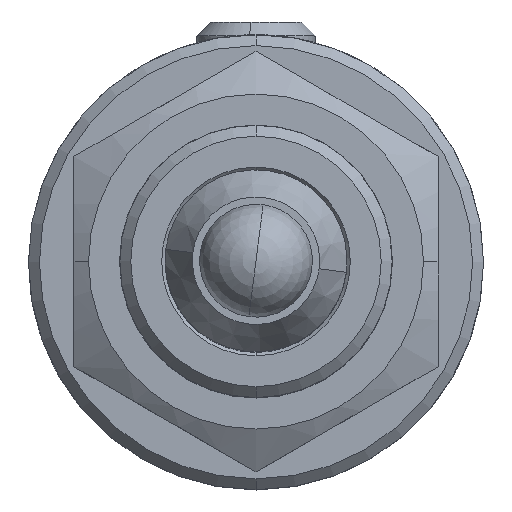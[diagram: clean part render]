
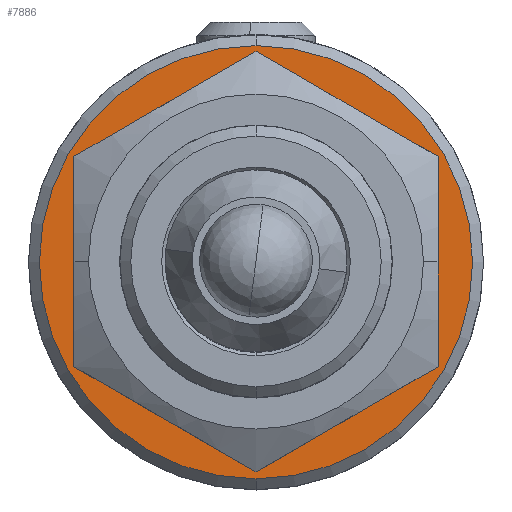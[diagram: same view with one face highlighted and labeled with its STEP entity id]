
A CAD part, top view. The second image highlights one B-rep face of the part: STEP entity #7886.
In plain terms, the highlighted planar face has unit normal (0, 0, 1).
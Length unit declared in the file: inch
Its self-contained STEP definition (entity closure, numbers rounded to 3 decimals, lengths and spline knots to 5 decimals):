
#3480=CARTESIAN_POINT('',(0.,0.,-1.25));
#3481=DIRECTION('',(0.,0.,1.));
#3482=DIRECTION('',(0.,1.,0.));
#3483=AXIS2_PLACEMENT_3D('',#3480,#3481,#3482);
#3488=CARTESIAN_POINT('',(0.,0.,-1.25));
#3489=DIRECTION('',(0.,0.,1.));
#3490=DIRECTION('',(0.,-1.,0.));
#3491=AXIS2_PLACEMENT_3D('',#3488,#3489,#3490);
#3496=CARTESIAN_POINT('',(0.,0.,-1.25));
#3497=DIRECTION('',(0.,0.,-1.));
#3498=DIRECTION('',(0.,1.,0.));
#3499=AXIS2_PLACEMENT_3D('',#3496,#3497,#3498);
#3504=CARTESIAN_POINT('',(0.,0.,-1.25));
#3505=DIRECTION('',(0.,0.,-1.));
#3506=DIRECTION('',(0.,-1.,0.));
#3507=AXIS2_PLACEMENT_3D('',#3504,#3505,#3506);
#5043=CARTESIAN_POINT('',(0.,0.2975,-1.25));
#5044=CARTESIAN_POINT('',(0.,-0.2975,-1.25));
#5045=VERTEX_POINT('',#5043);
#5046=VERTEX_POINT('',#5044);
#5047=CARTESIAN_POINT('',(0.,-0.187,-1.25));
#5048=CARTESIAN_POINT('',(0.,0.187,-1.25));
#5049=VERTEX_POINT('',#5047);
#5050=VERTEX_POINT('',#5048);
#7870=CARTESIAN_POINT('',(0.,0.187,-1.25));
#7871=DIRECTION('',(0.,0.,1.));
#7872=DIRECTION('',(0.,-1.,0.));
#7873=AXIS2_PLACEMENT_3D('',#7870,#7871,#7872);
#7874=PLANE('',#7873);
#7876=ORIENTED_EDGE('',*,*,#7875,.F.);
#7877=ORIENTED_EDGE('',*,*,#7860,.F.);
#7878=EDGE_LOOP('',(#7876,#7877));
#7879=FACE_OUTER_BOUND('',#7878,.F.);
#7881=ORIENTED_EDGE('',*,*,#7880,.F.);
#7883=ORIENTED_EDGE('',*,*,#7882,.F.);
#7884=EDGE_LOOP('',(#7881,#7883));
#7885=FACE_BOUND('',#7884,.F.);
#3484=CIRCLE('',#3483,0.2975);
#3492=CIRCLE('',#3491,0.2975);
#3500=CIRCLE('',#3499,0.187);
#3508=CIRCLE('',#3507,0.187);
#7860=EDGE_CURVE('',#5046,#5045,#3492,.T.);
#7875=EDGE_CURVE('',#5045,#5046,#3484,.T.);
#7880=EDGE_CURVE('',#5050,#5049,#3500,.T.);
#7882=EDGE_CURVE('',#5049,#5050,#3508,.T.);
#7886=ADVANCED_FACE('',(#7879,#7885),#7874,.T.);
